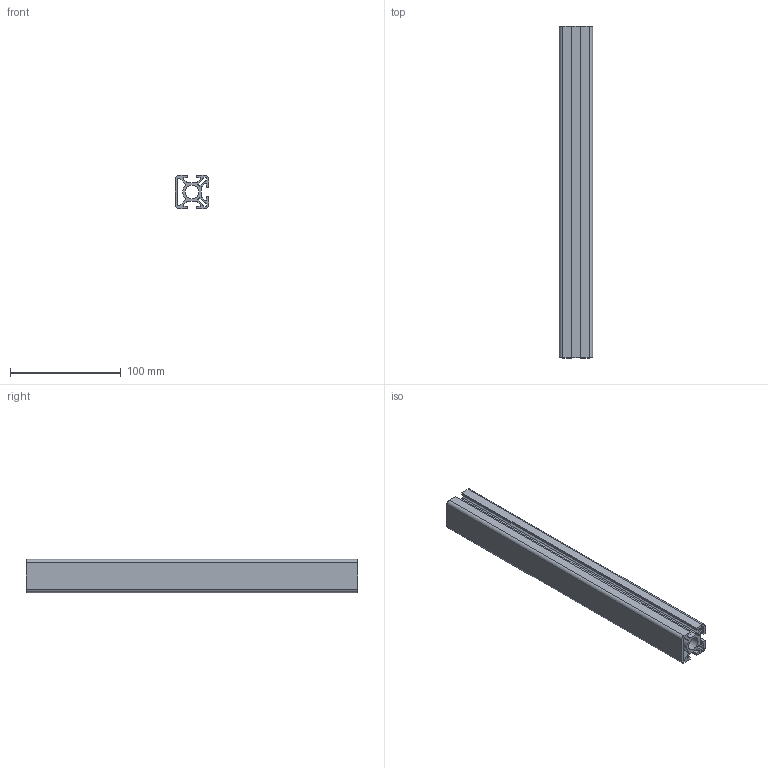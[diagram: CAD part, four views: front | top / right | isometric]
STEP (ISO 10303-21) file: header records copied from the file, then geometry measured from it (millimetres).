
FILE_DESCRIPTION (( 'STEP AP214' ), '1' );
FILE_NAME ('1728062137719.step', '2024-10-04T17:15:40', ( 'Windows User' ), ( '' ), 'SwSTEP 2.0', 'SolidWorks 2011', '' );
FILE_SCHEMA (( 'AUTOMOTIVE_DESIGN' ));
Length unit declared in the file: millimetre
Products named in the file (2): 1728062137719; 1.11.030030.33SPx300.00(1)
Assembly tree (1 placements, depth 2):
  1728062137719
    1.11.030030.33SPx300.00(1)
Bounding box: 30 x 300 x 30 mm (x, y, z)
Volume: 114551.8 mm3; surface area: 99932.5 mm2
Topology: 1 solids, 1 shells, 89 faces, 261 edges, 174 vertices
Faces by surface type: plane 45, cylinder 44
Entity records: 3065 total; most frequent: DIRECTION 535, CARTESIAN_POINT 528, ORIENTED_EDGE 522, EDGE_CURVE 261, AXIS2_PLACEMENT_3D 181, VERTEX_POINT 174, LINE 173, VECTOR 173
